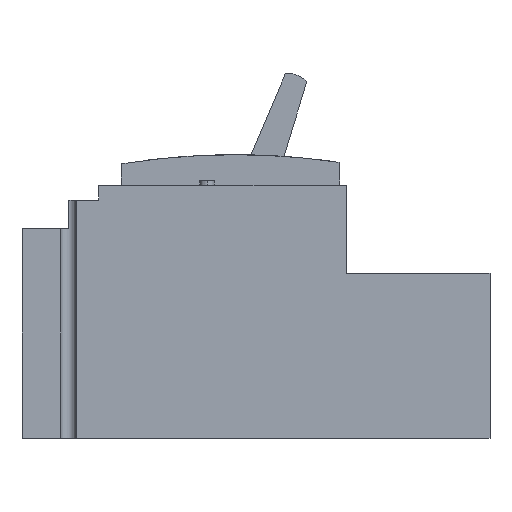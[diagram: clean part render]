
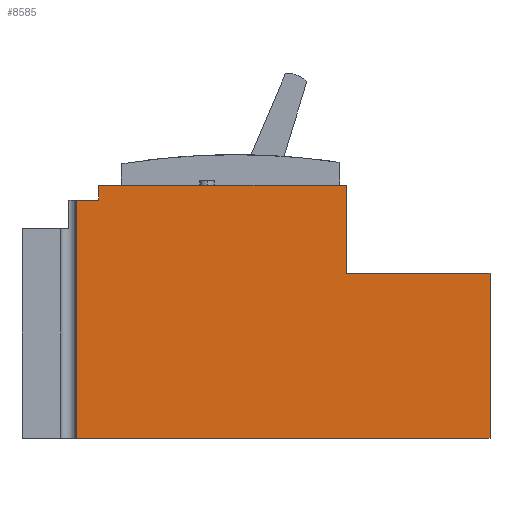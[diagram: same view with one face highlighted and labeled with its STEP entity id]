
A CAD part, left-side view. The second image highlights one B-rep face of the part: STEP entity #8585.
In plain terms, the highlighted planar face has unit normal (-1, 0, 0).
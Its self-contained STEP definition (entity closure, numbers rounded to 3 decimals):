
#442=DIRECTION('',(0.,0.,1.));
#443=VECTOR('',#442,29.4);
#444=CARTESIAN_POINT('',(0.,47.9,55.));
#445=LINE('',#444,#443);
#470=DIRECTION('',(0.,-1.,0.));
#471=VECTOR('',#470,47.9);
#472=CARTESIAN_POINT('',(0.,47.9,55.));
#473=LINE('',#472,#471);
#474=DIRECTION('',(0.,0.,-1.));
#475=VECTOR('',#474,55.);
#476=CARTESIAN_POINT('',(0.,0.,55.));
#477=LINE('',#476,#475);
#478=DIRECTION('',(0.,1.,0.));
#479=VECTOR('',#478,137.9);
#480=CARTESIAN_POINT('',(0.,0.,0.));
#481=LINE('',#480,#479);
#486=DIRECTION('',(0.,0.,-1.));
#487=VECTOR('',#486,79.4);
#488=CARTESIAN_POINT('',(0.,137.9,79.4));
#489=LINE('',#488,#487);
#955=DIRECTION('',(0.,1.,0.));
#956=VECTOR('',#955,7.4);
#957=CARTESIAN_POINT('',(0.,130.5,79.4));
#958=LINE('',#957,#956);
#1022=DIRECTION('',(0.,1.,0.));
#1023=VECTOR('',#1022,82.6);
#1024=CARTESIAN_POINT('',(0.,47.9,84.4));
#1025=LINE('',#1024,#1023);
#1068=DIRECTION('',(0.,0.,-1.));
#1069=VECTOR('',#1068,5.);
#1070=CARTESIAN_POINT('',(0.,130.5,84.4));
#1071=LINE('',#1070,#1069);
#6219=CARTESIAN_POINT('',(0.,0.,0.));
#6220=VERTEX_POINT('',#6219);
#6221=CARTESIAN_POINT('',(0.,0.,55.));
#6222=VERTEX_POINT('',#6221);
#6331=CARTESIAN_POINT('',(0.,47.9,55.));
#6332=VERTEX_POINT('',#6331);
#6361=CARTESIAN_POINT('',(0.,47.9,84.4));
#6362=VERTEX_POINT('',#6361);
#6379=CARTESIAN_POINT('',(0.,137.9,79.4));
#6380=CARTESIAN_POINT('',(0.,137.9,0.));
#6381=VERTEX_POINT('',#6379);
#6382=VERTEX_POINT('',#6380);
#6383=CARTESIAN_POINT('',(0.,130.5,79.4));
#6384=VERTEX_POINT('',#6383);
#6385=CARTESIAN_POINT('',(0.,130.5,84.4));
#6386=VERTEX_POINT('',#6385);
#8565=CARTESIAN_POINT('',(0.,0.,55.));
#8566=DIRECTION('',(1.,0.,0.));
#8567=DIRECTION('',(0.,1.,0.));
#8568=AXIS2_PLACEMENT_3D('',#8565,#8566,#8567);
#8569=PLANE('',#8568);
#8571=ORIENTED_EDGE('',*,*,#8570,.F.);
#8573=ORIENTED_EDGE('',*,*,#8572,.F.);
#8575=ORIENTED_EDGE('',*,*,#8574,.F.);
#8577=ORIENTED_EDGE('',*,*,#8576,.F.);
#8578=ORIENTED_EDGE('',*,*,#8539,.F.);
#8579=ORIENTED_EDGE('',*,*,#8443,.T.);
#8580=ORIENTED_EDGE('',*,*,#8233,.T.);
#8582=ORIENTED_EDGE('',*,*,#8581,.T.);
#8583=EDGE_LOOP('',(#8571,#8573,#8575,#8577,#8578,#8579,#8580,#8582));
#8584=FACE_OUTER_BOUND('',#8583,.F.);
#8233=EDGE_CURVE('',#6222,#6220,#477,.T.);
#8443=EDGE_CURVE('',#6332,#6222,#473,.T.);
#8539=EDGE_CURVE('',#6332,#6362,#445,.T.);
#8570=EDGE_CURVE('',#6381,#6382,#489,.T.);
#8572=EDGE_CURVE('',#6384,#6381,#958,.T.);
#8574=EDGE_CURVE('',#6386,#6384,#1071,.T.);
#8576=EDGE_CURVE('',#6362,#6386,#1025,.T.);
#8581=EDGE_CURVE('',#6220,#6382,#481,.T.);
#8585=ADVANCED_FACE('',(#8584),#8569,.F.);
